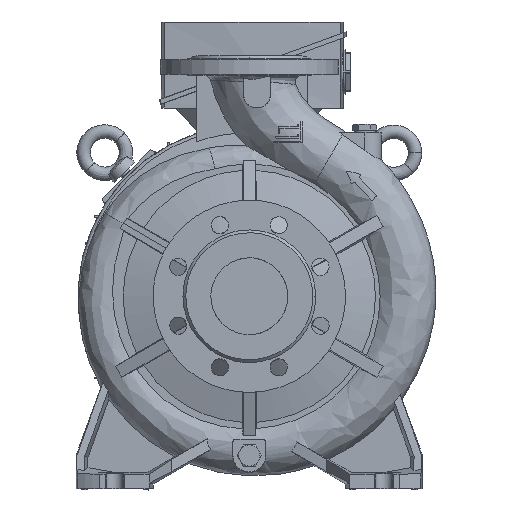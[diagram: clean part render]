
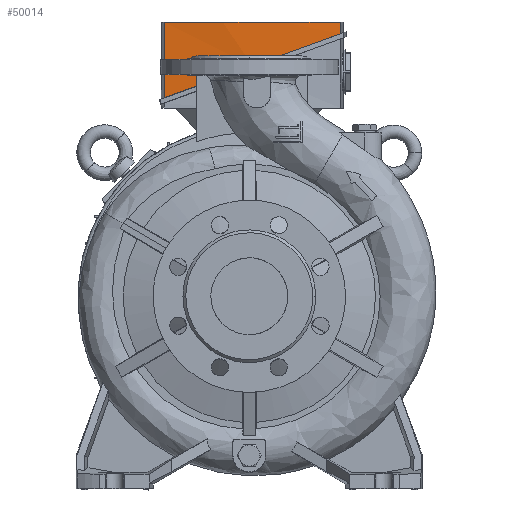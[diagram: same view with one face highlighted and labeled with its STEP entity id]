
A CAD part, top view. The second image highlights one B-rep face of the part: STEP entity #50014.
In plain terms, the highlighted cylindrical face has radius 836 mm (diameter 1672 mm), a partial arc.
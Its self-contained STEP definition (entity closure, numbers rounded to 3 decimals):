
#3081 = ORIENTED_EDGE ( 'NONE', *, *, #106610, .F. ) ;
#5093 = ORIENTED_EDGE ( 'NONE', *, *, #10666, .F. ) ;
#7149 = CARTESIAN_POINT ( 'NONE',  ( -452.35, 94.704, 286. ) ) ;
#9805 = CIRCLE ( 'NONE', #87560, 836. ) ;
#10666 = EDGE_CURVE ( 'NONE', #37873, #67397, #17377, .T. ) ;
#14246 = CARTESIAN_POINT ( 'NONE',  ( -452.35, -88.704, 286. ) ) ;
#15480 = CARTESIAN_POINT ( 'NONE',  ( -452.35, -88.704, 286. ) ) ;
#15977 = EDGE_CURVE ( 'NONE', #37873, #41331, #9805, .T. ) ;
#17377 = LINE ( 'NONE', #7149, #74929 ) ;
#18374 = AXIS2_PLACEMENT_3D ( 'NONE', #58409, #56882, #59179 ) ;
#20700 = ORIENTED_EDGE ( 'NONE', *, *, #104511, .F. ) ;
#34532 = CARTESIAN_POINT ( 'NONE',  ( -445.617, 33.692, 251.569 ) ) ;
#36724 = DIRECTION ( 'NONE',  ( 0., 0., 1. ) ) ;
#37873 = VERTEX_POINT ( 'NONE', #55256 ) ;
#41331 = VERTEX_POINT ( 'NONE', #14246 ) ;
#50014 = ADVANCED_FACE ( 'NONE', ( #71733 ), #129116, .T. ) ;
#53502 = DIRECTION ( 'NONE',  ( 0., 0., -1. ) ) ;
#55161 =( BOUNDED_CURVE ( )  B_SPLINE_CURVE ( 3, ( #116953, #34532, #117739, #57321 ),
 .UNSPECIFIED., .F., .F. ) 
 B_SPLINE_CURVE_WITH_KNOTS ( ( 4, 4 ),
 ( 4.602, 4.822 ),
 .UNSPECIFIED. ) 
 CURVE ( )  GEOMETRIC_REPRESENTATION_ITEM ( )  RATIONAL_B_SPLINE_CURVE ( ( 1., 0.996, 0.996, 1. ) ) 
 REPRESENTATION_ITEM ( '' )  );
#55256 = CARTESIAN_POINT ( 'NONE',  ( -452.35, 94.704, 286. ) ) ;
#56711 = VECTOR ( 'NONE', #36724, 1000. ) ;
#56882 = DIRECTION ( 'NONE',  ( 0., 0., -1. ) ) ;
#57321 = CARTESIAN_POINT ( 'NONE',  ( -452.35, -88.704, 207.02 ) ) ;
#58409 = CARTESIAN_POINT ( 'NONE',  ( -1283.305, 3., 286. ) ) ;
#59179 = DIRECTION ( 'NONE',  ( 0., 1., 0. ) ) ;
#63786 = CARTESIAN_POINT ( 'NONE',  ( -452.35, -88.704, 207.02 ) ) ;
#67397 = VERTEX_POINT ( 'NONE', #149773 ) ;
#69810 = CARTESIAN_POINT ( 'NONE',  ( -1283.305, 3., 286. ) ) ;
#70579 = DIRECTION ( 'NONE',  ( 0., 0., -1. ) ) ;
#71733 = FACE_OUTER_BOUND ( 'NONE', #72133, .T. ) ;
#72133 = EDGE_LOOP ( 'NONE', ( #138512, #3081, #20700, #5093 ) ) ;
#72843 = LINE ( 'NONE', #15480, #56711 ) ;
#74929 = VECTOR ( 'NONE', #53502, 1000. ) ;
#87560 = AXIS2_PLACEMENT_3D ( 'NONE', #69810, #70579, #118451 ) ;
#104511 = EDGE_CURVE ( 'NONE', #67397, #134801, #55161, .T. ) ;
#106610 = EDGE_CURVE ( 'NONE', #134801, #41331, #72843, .T. ) ;
#116953 = CARTESIAN_POINT ( 'NONE',  ( -452.35, 94.704, 273.776 ) ) ;
#117739 = CARTESIAN_POINT ( 'NONE',  ( -445.617, -27.692, 229.227 ) ) ;
#118451 = DIRECTION ( 'NONE',  ( 0., 1., 0. ) ) ;
#129116 = CYLINDRICAL_SURFACE ( 'NONE', #18374, 836. ) ;
#134801 = VERTEX_POINT ( 'NONE', #63786 ) ;
#138512 = ORIENTED_EDGE ( 'NONE', *, *, #15977, .T. ) ;
#149773 = CARTESIAN_POINT ( 'NONE',  ( -452.35, 94.704, 273.776 ) ) ;
